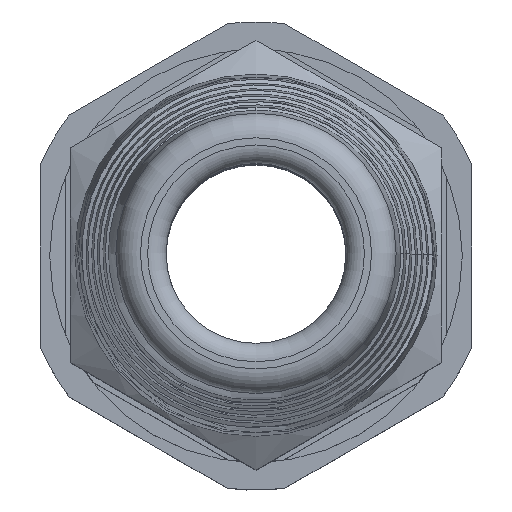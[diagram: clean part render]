
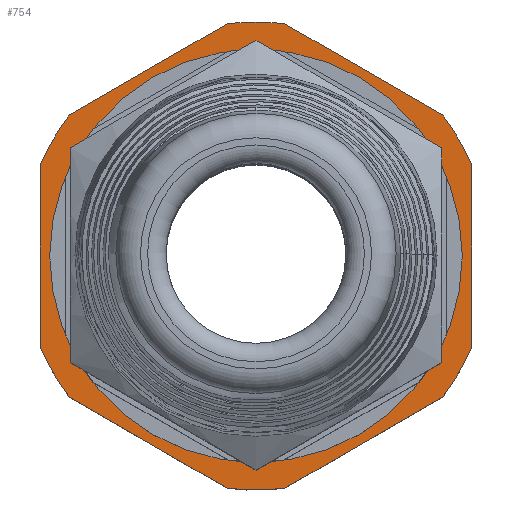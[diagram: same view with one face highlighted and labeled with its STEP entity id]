
A CAD part, top view. The second image highlights one B-rep face of the part: STEP entity #754.
In plain terms, the highlighted planar face has unit normal (0, 0, 1).
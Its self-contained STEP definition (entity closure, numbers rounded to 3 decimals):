
#709 = VERTEX_POINT('',#710);
#710 = CARTESIAN_POINT('',(0.,6.625,0.));
#718 = EDGE_CURVE('',#709,#709,#719,.T.);
#719 = CIRCLE('',#720,6.625);
#720 = AXIS2_PLACEMENT_3D('',#721,#722,#723);
#721 = CARTESIAN_POINT('',(0.,-0.,0.));
#722 = DIRECTION('',(0.,0.,-1.));
#723 = DIRECTION('',(0.,1.,0.));
#754 = ADVANCED_FACE('',(#755,#758),#871,.T.);
#755 = FACE_BOUND('',#756,.F.);
#756 = EDGE_LOOP('',(#757));
#757 = ORIENTED_EDGE('',*,*,#718,.F.);
#758 = FACE_BOUND('',#759,.F.);
#759 = EDGE_LOOP('',(#760,#771,#780,#788,#797,#805,#814,#822,#831,#839,
    #848,#856,#865));
#760 = ORIENTED_EDGE('',*,*,#761,.T.);
#761 = EDGE_CURVE('',#762,#764,#766,.T.);
#762 = VERTEX_POINT('',#763);
#763 = CARTESIAN_POINT('',(-1.171,9.428,0.));
#764 = VERTEX_POINT('',#765);
#765 = CARTESIAN_POINT('',(0.,9.5,0.));
#766 = CIRCLE('',#767,9.5);
#767 = AXIS2_PLACEMENT_3D('',#768,#769,#770);
#768 = CARTESIAN_POINT('',(0.,0.,0.));
#769 = DIRECTION('',(0.,0.,-1.));
#770 = DIRECTION('',(0.,1.,0.));
#771 = ORIENTED_EDGE('',*,*,#772,.T.);
#772 = EDGE_CURVE('',#764,#773,#775,.T.);
#773 = VERTEX_POINT('',#774);
#774 = CARTESIAN_POINT('',(1.171,9.428,0.));
#775 = CIRCLE('',#776,9.5);
#776 = AXIS2_PLACEMENT_3D('',#777,#778,#779);
#777 = CARTESIAN_POINT('',(0.,0.,0.));
#778 = DIRECTION('',(0.,0.,-1.));
#779 = DIRECTION('',(0.,1.,0.));
#780 = ORIENTED_EDGE('',*,*,#781,.T.);
#781 = EDGE_CURVE('',#773,#782,#784,.T.);
#782 = VERTEX_POINT('',#783);
#783 = CARTESIAN_POINT('',(7.579,5.728,0.));
#784 = LINE('',#785,#786);
#785 = CARTESIAN_POINT('',(2.188,8.841,0.));
#786 = VECTOR('',#787,1.);
#787 = DIRECTION('',(0.866,-0.5,0.));
#788 = ORIENTED_EDGE('',*,*,#789,.T.);
#789 = EDGE_CURVE('',#782,#790,#792,.T.);
#790 = VERTEX_POINT('',#791);
#791 = CARTESIAN_POINT('',(8.75,3.7,0.));
#792 = CIRCLE('',#793,9.5);
#793 = AXIS2_PLACEMENT_3D('',#794,#795,#796);
#794 = CARTESIAN_POINT('',(0.,0.,0.));
#795 = DIRECTION('',(0.,0.,-1.));
#796 = DIRECTION('',(0.,1.,0.));
#797 = ORIENTED_EDGE('',*,*,#798,.T.);
#798 = EDGE_CURVE('',#790,#799,#801,.T.);
#799 = VERTEX_POINT('',#800);
#800 = CARTESIAN_POINT('',(8.75,-3.7,0.));
#801 = LINE('',#802,#803);
#802 = CARTESIAN_POINT('',(8.75,2.526,0.));
#803 = VECTOR('',#804,1.);
#804 = DIRECTION('',(0.,-1.,0.));
#805 = ORIENTED_EDGE('',*,*,#806,.T.);
#806 = EDGE_CURVE('',#799,#807,#809,.T.);
#807 = VERTEX_POINT('',#808);
#808 = CARTESIAN_POINT('',(7.579,-5.728,0.));
#809 = CIRCLE('',#810,9.5);
#810 = AXIS2_PLACEMENT_3D('',#811,#812,#813);
#811 = CARTESIAN_POINT('',(0.,0.,0.));
#812 = DIRECTION('',(0.,0.,-1.));
#813 = DIRECTION('',(0.,1.,0.));
#814 = ORIENTED_EDGE('',*,*,#815,.T.);
#815 = EDGE_CURVE('',#807,#816,#818,.T.);
#816 = VERTEX_POINT('',#817);
#817 = CARTESIAN_POINT('',(1.171,-9.428,0.));
#818 = LINE('',#819,#820);
#819 = CARTESIAN_POINT('',(6.563,-6.315,0.));
#820 = VECTOR('',#821,1.);
#821 = DIRECTION('',(-0.866,-0.5,0.));
#822 = ORIENTED_EDGE('',*,*,#823,.T.);
#823 = EDGE_CURVE('',#816,#824,#826,.T.);
#824 = VERTEX_POINT('',#825);
#825 = CARTESIAN_POINT('',(-1.171,-9.428,0.));
#826 = CIRCLE('',#827,9.5);
#827 = AXIS2_PLACEMENT_3D('',#828,#829,#830);
#828 = CARTESIAN_POINT('',(0.,0.,0.));
#829 = DIRECTION('',(0.,0.,-1.));
#830 = DIRECTION('',(0.,1.,0.));
#831 = ORIENTED_EDGE('',*,*,#832,.T.);
#832 = EDGE_CURVE('',#824,#833,#835,.T.);
#833 = VERTEX_POINT('',#834);
#834 = CARTESIAN_POINT('',(-7.579,-5.728,0.));
#835 = LINE('',#836,#837);
#836 = CARTESIAN_POINT('',(-2.187,-8.841,0.));
#837 = VECTOR('',#838,1.);
#838 = DIRECTION('',(-0.866,0.5,0.));
#839 = ORIENTED_EDGE('',*,*,#840,.T.);
#840 = EDGE_CURVE('',#833,#841,#843,.T.);
#841 = VERTEX_POINT('',#842);
#842 = CARTESIAN_POINT('',(-8.75,-3.7,0.));
#843 = CIRCLE('',#844,9.5);
#844 = AXIS2_PLACEMENT_3D('',#845,#846,#847);
#845 = CARTESIAN_POINT('',(0.,0.,0.));
#846 = DIRECTION('',(0.,0.,-1.));
#847 = DIRECTION('',(0.,1.,0.));
#848 = ORIENTED_EDGE('',*,*,#849,.T.);
#849 = EDGE_CURVE('',#841,#850,#852,.T.);
#850 = VERTEX_POINT('',#851);
#851 = CARTESIAN_POINT('',(-8.75,3.7,0.));
#852 = LINE('',#853,#854);
#853 = CARTESIAN_POINT('',(-8.75,-2.526,0.));
#854 = VECTOR('',#855,1.);
#855 = DIRECTION('',(0.,1.,0.));
#856 = ORIENTED_EDGE('',*,*,#857,.T.);
#857 = EDGE_CURVE('',#850,#858,#860,.T.);
#858 = VERTEX_POINT('',#859);
#859 = CARTESIAN_POINT('',(-7.579,5.728,0.));
#860 = CIRCLE('',#861,9.5);
#861 = AXIS2_PLACEMENT_3D('',#862,#863,#864);
#862 = CARTESIAN_POINT('',(0.,0.,0.));
#863 = DIRECTION('',(0.,0.,-1.));
#864 = DIRECTION('',(0.,1.,0.));
#865 = ORIENTED_EDGE('',*,*,#866,.T.);
#866 = EDGE_CURVE('',#858,#762,#867,.T.);
#867 = LINE('',#868,#869);
#868 = CARTESIAN_POINT('',(-6.563,6.315,0.));
#869 = VECTOR('',#870,1.);
#870 = DIRECTION('',(0.866,0.5,0.));
#871 = PLANE('',#872);
#872 = AXIS2_PLACEMENT_3D('',#873,#874,#875);
#873 = CARTESIAN_POINT('',(0.,0.,0.));
#874 = DIRECTION('',(0.,0.,1.));
#875 = DIRECTION('',(0.,-1.,0.));
